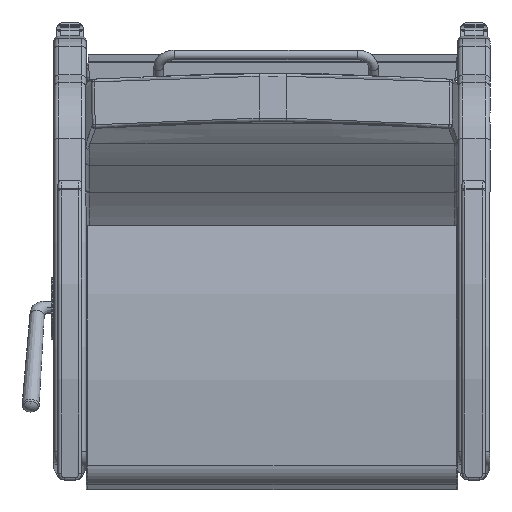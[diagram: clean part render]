
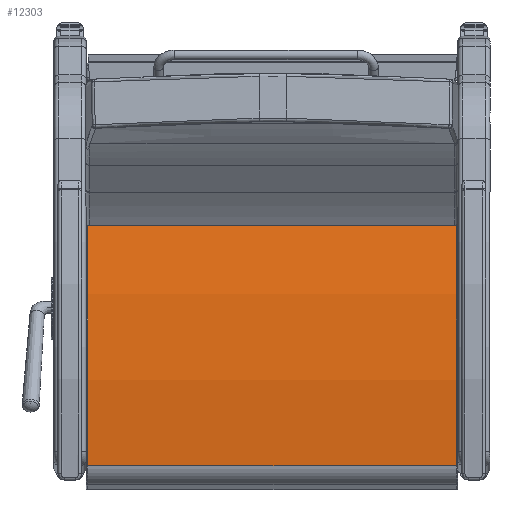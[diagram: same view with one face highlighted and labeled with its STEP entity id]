
A CAD part, front view. The second image highlights one B-rep face of the part: STEP entity #12303.
In plain terms, the highlighted free-form (B-spline) face has degree [3, 1] with [18, 2] control points.
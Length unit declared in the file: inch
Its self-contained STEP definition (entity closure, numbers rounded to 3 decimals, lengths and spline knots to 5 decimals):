
#653=B_SPLINE_SURFACE_WITH_KNOTS('',3,1,((#23383,#23384),(#23385,#23386),
(#23387,#23388),(#23389,#23390),(#23391,#23392),(#23393,#23394),(#23395,
#23396),(#23397,#23398),(#23399,#23400),(#23401,#23402),(#23403,#23404),
(#23405,#23406),(#23407,#23408),(#23409,#23410),(#23411,#23412),(#23413,
#23414),(#23415,#23416),(#23417,#23418)),.UNSPECIFIED.,.F.,.F.,.F.,(4,1,
1,1,1,1,1,1,1,1,1,1,1,1,1,4),(2,2),(-1.69612,-1.66826,
-1.6404,-1.62647,-1.59861,-1.58468,
-1.55682,-1.54289,-1.51503,-1.5011,-1.47324,
-1.45931,-1.43145,-1.41752,-1.38966,
-1.3618),(0.,110.49),.UNSPECIFIED.);
#1010=ELLIPSE('',#13903,60.30357,60.25);
#1012=ELLIPSE('',#13925,60.30357,60.25);
#1589=LINE('',#23381,#2313);
#1590=LINE('',#23420,#2314);
#2313=VECTOR('',#17084,0.3937);
#2314=VECTOR('',#17087,0.3937);
#3213=FACE_OUTER_BOUND('',#4041,.T.);
#4041=EDGE_LOOP('',(#10270,#10271,#10272,#10273));
#5868=VERTEX_POINT('',#23012);
#5869=VERTEX_POINT('',#23013);
#5888=VERTEX_POINT('',#23380);
#5889=VERTEX_POINT('',#23419);
#7388=EDGE_CURVE('',#5868,#5869,#1010,.T.);
#7417=EDGE_CURVE('',#5888,#5869,#1589,.T.);
#7419=EDGE_CURVE('',#5889,#5868,#1590,.T.);
#7420=EDGE_CURVE('',#5888,#5889,#1012,.T.);
#10270=ORIENTED_EDGE('',*,*,#7388,.F.);
#10271=ORIENTED_EDGE('',*,*,#7419,.F.);
#10272=ORIENTED_EDGE('',*,*,#7420,.F.);
#10273=ORIENTED_EDGE('',*,*,#7417,.T.);
#12303=ADVANCED_FACE('',(#3213),#653,.T.);
#13903=AXIS2_PLACEMENT_3D('',#23014,#17033,#17034);
#13925=AXIS2_PLACEMENT_3D('',#23421,#17088,#17089);
#17033=DIRECTION('center_axis',(0.,0.,
-1.));
#17034=DIRECTION('ref_axis',(1.,0.,0.));
#17084=DIRECTION('',(0.,0.,-1.));
#17087=DIRECTION('',(0.,0.,-1.));
#17088=DIRECTION('center_axis',(0.,0.,1.));
#17089=DIRECTION('ref_axis',(1.,0.,0.));
#23012=CARTESIAN_POINT('',(3.60935,-1.68389,0.124));
#23013=CARTESIAN_POINT('',(23.65848,-2.52291,0.124));
#23014=CARTESIAN_POINT('Origin',(11.14546,-61.46156,0.124));
#23380=CARTESIAN_POINT('',(23.65848,-2.52291,28.876));
#23381=CARTESIAN_POINT('',(23.65848,-2.52291,29.));
#23383=CARTESIAN_POINT('Ctrl Pts',(3.60935,-1.68389,29.));
#23384=CARTESIAN_POINT('Ctrl Pts',(3.60935,-1.68389,-14.5));
#23385=CARTESIAN_POINT('Ctrl Pts',(4.16497,-1.61396,29.));
#23386=CARTESIAN_POINT('Ctrl Pts',(4.16497,-1.61396,-14.5));
#23387=CARTESIAN_POINT('Ctrl Pts',(5.27817,-1.48959,29.));
#23388=CARTESIAN_POINT('Ctrl Pts',(5.27817,-1.48959,-14.5));
#23389=CARTESIAN_POINT('Ctrl Pts',(6.67346,-1.3729,29.));
#23390=CARTESIAN_POINT('Ctrl Pts',(6.67346,-1.3729,-14.5));
#23391=CARTESIAN_POINT('Ctrl Pts',(8.07078,-1.28537,29.));
#23392=CARTESIAN_POINT('Ctrl Pts',(8.07078,-1.28537,-14.5));
#23393=CARTESIAN_POINT('Ctrl Pts',(9.18994,-1.2387,29.));
#23394=CARTESIAN_POINT('Ctrl Pts',(9.18994,-1.2387,-14.5));
#23395=CARTESIAN_POINT('Ctrl Pts',(10.5897,-1.20957,29.));
#23396=CARTESIAN_POINT('Ctrl Pts',(10.5897,-1.20957,-14.5));
#23397=CARTESIAN_POINT('Ctrl Pts',(11.70984,-1.20965,29.));
#23398=CARTESIAN_POINT('Ctrl Pts',(11.70984,-1.20965,-14.5));
#23399=CARTESIAN_POINT('Ctrl Pts',(13.1096,-1.23898,29.));
#23400=CARTESIAN_POINT('Ctrl Pts',(13.1096,-1.23898,-14.5));
#23401=CARTESIAN_POINT('Ctrl Pts',(14.22875,-1.28581,29.));
#23402=CARTESIAN_POINT('Ctrl Pts',(14.22875,-1.28581,-14.5));
#23403=CARTESIAN_POINT('Ctrl Pts',(15.62606,-1.37354,29.));
#23404=CARTESIAN_POINT('Ctrl Pts',(15.62606,-1.37354,-14.5));
#23405=CARTESIAN_POINT('Ctrl Pts',(16.74228,-1.46705,29.));
#23406=CARTESIAN_POINT('Ctrl Pts',(16.74228,-1.46705,-14.5));
#23407=CARTESIAN_POINT('Ctrl Pts',(18.1347,-1.61302,29.));
#23408=CARTESIAN_POINT('Ctrl Pts',(18.1347,-1.61302,-14.5));
#23409=CARTESIAN_POINT('Ctrl Pts',(19.24603,-1.75304,29.));
#23410=CARTESIAN_POINT('Ctrl Pts',(19.24603,-1.75304,-14.5));
#23411=CARTESIAN_POINT('Ctrl Pts',(20.63114,-1.95701,29.));
#23412=CARTESIAN_POINT('Ctrl Pts',(20.63114,-1.95701,-14.5));
#23413=CARTESIAN_POINT('Ctrl Pts',(22.01177,-2.18986,29.));
#23414=CARTESIAN_POINT('Ctrl Pts',(22.01177,-2.18986,-14.5));
#23415=CARTESIAN_POINT('Ctrl Pts',(23.11066,-2.40681,29.));
#23416=CARTESIAN_POINT('Ctrl Pts',(23.11066,-2.40681,-14.5));
#23417=CARTESIAN_POINT('Ctrl Pts',(23.65848,-2.52291,29.));
#23418=CARTESIAN_POINT('Ctrl Pts',(23.65848,-2.52291,-14.5));
#23419=CARTESIAN_POINT('',(3.60935,-1.68389,28.876));
#23420=CARTESIAN_POINT('',(3.60935,-1.68389,29.));
#23421=CARTESIAN_POINT('Origin',(11.14546,-61.46156,28.876));
